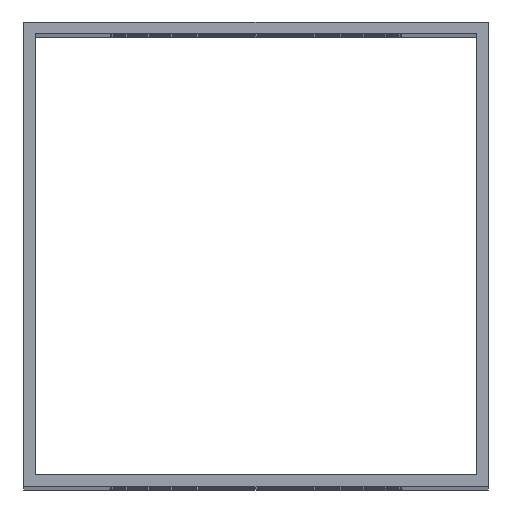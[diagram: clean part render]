
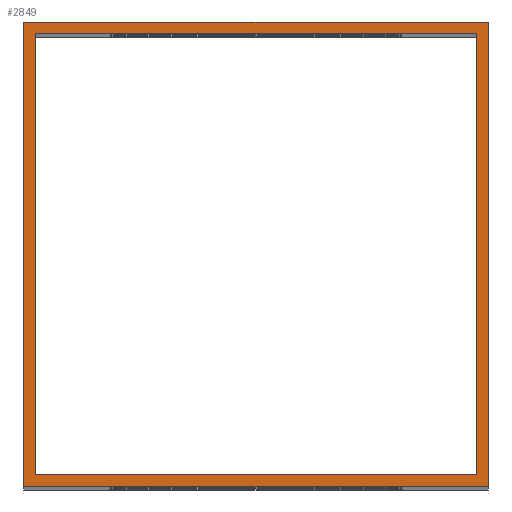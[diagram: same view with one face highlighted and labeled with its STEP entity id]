
A CAD part, top view. The second image highlights one B-rep face of the part: STEP entity #2849.
In plain terms, the highlighted planar face has unit normal (0, 0, 1).
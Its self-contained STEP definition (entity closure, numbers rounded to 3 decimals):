
#55 = ORIENTED_EDGE ( 'NONE', *, *, #2472, .F. ) ;
#117 = LINE ( 'NONE', #2020, #852 ) ;
#172 = VECTOR ( 'NONE', #733, 1000. ) ;
#200 = DIRECTION ( 'NONE',  ( 0., -1., 0. ) ) ;
#223 = LINE ( 'NONE', #2990, #1943 ) ;
#233 = VERTEX_POINT ( 'NONE', #2034 ) ;
#237 = EDGE_CURVE ( 'NONE', #2830, #728, #223, .T. ) ;
#293 = VERTEX_POINT ( 'NONE', #677 ) ;
#344 = DIRECTION ( 'NONE',  ( -1., 0., 0. ) ) ;
#501 = ORIENTED_EDGE ( 'NONE', *, *, #2775, .T. ) ;
#617 = EDGE_CURVE ( 'NONE', #293, #1109, #1147, .T. ) ;
#621 = DIRECTION ( 'NONE',  ( -1., 0., 0. ) ) ;
#673 = CARTESIAN_POINT ( 'NONE',  ( 1., 1., 170. ) ) ;
#677 = CARTESIAN_POINT ( 'NONE',  ( 1., 39., 170. ) ) ;
#682 = EDGE_LOOP ( 'NONE', ( #987, #2261, #2081, #501 ) ) ;
#728 = VERTEX_POINT ( 'NONE', #2794 ) ;
#733 = DIRECTION ( 'NONE',  ( -1., 0., 0. ) ) ;
#753 = CARTESIAN_POINT ( 'NONE',  ( 39., 39., 170. ) ) ;
#771 = CARTESIAN_POINT ( 'NONE',  ( 39., 1., 170. ) ) ;
#808 = LINE ( 'NONE', #1733, #1140 ) ;
#852 = VECTOR ( 'NONE', #863, 1000. ) ;
#863 = DIRECTION ( 'NONE',  ( 1., 0., 0. ) ) ;
#975 = CARTESIAN_POINT ( 'NONE',  ( 40., 0., 170. ) ) ;
#987 = ORIENTED_EDGE ( 'NONE', *, *, #1150, .T. ) ;
#1074 = VECTOR ( 'NONE', #2061, 1000. ) ;
#1087 = VECTOR ( 'NONE', #200, 1000. ) ;
#1099 = ORIENTED_EDGE ( 'NONE', *, *, #2327, .F. ) ;
#1109 = VERTEX_POINT ( 'NONE', #2085 ) ;
#1140 = VECTOR ( 'NONE', #344, 1000. ) ;
#1147 = LINE ( 'NONE', #1390, #1074 ) ;
#1150 = EDGE_CURVE ( 'NONE', #1920, #2423, #2776, .T. ) ;
#1303 = CARTESIAN_POINT ( 'NONE',  ( 0., 0., 170. ) ) ;
#1390 = CARTESIAN_POINT ( 'NONE',  ( 1., 1., 170. ) ) ;
#1431 = VECTOR ( 'NONE', #1462, 1000. ) ;
#1462 = DIRECTION ( 'NONE',  ( 0., 1., 0. ) ) ;
#1488 = CARTESIAN_POINT ( 'NONE',  ( 0., 40., 170. ) ) ;
#1592 = DIRECTION ( 'NONE',  ( 1., 0., 0. ) ) ;
#1689 = LINE ( 'NONE', #2638, #172 ) ;
#1733 = CARTESIAN_POINT ( 'NONE',  ( 1., 39., 170. ) ) ;
#1743 = EDGE_CURVE ( 'NONE', #1109, #233, #2288, .T. ) ;
#1862 = VERTEX_POINT ( 'NONE', #753 ) ;
#1916 = PLANE ( 'NONE',  #2399 ) ;
#1920 = VERTEX_POINT ( 'NONE', #1488 ) ;
#1943 = VECTOR ( 'NONE', #2048, 1000. ) ;
#2020 = CARTESIAN_POINT ( 'NONE',  ( 0., 0., 170. ) ) ;
#2034 = CARTESIAN_POINT ( 'NONE',  ( 39., 1., 170. ) ) ;
#2036 = ORIENTED_EDGE ( 'NONE', *, *, #617, .F. ) ;
#2048 = DIRECTION ( 'NONE',  ( 0., 1., 0. ) ) ;
#2061 = DIRECTION ( 'NONE',  ( 0., -1., 0. ) ) ;
#2081 = ORIENTED_EDGE ( 'NONE', *, *, #237, .T. ) ;
#2085 = CARTESIAN_POINT ( 'NONE',  ( 1., 1., 170. ) ) ;
#2128 = ORIENTED_EDGE ( 'NONE', *, *, #1743, .F. ) ;
#2261 = ORIENTED_EDGE ( 'NONE', *, *, #2883, .T. ) ;
#2276 = CARTESIAN_POINT ( 'NONE',  ( 0., 0., 170. ) ) ;
#2288 = LINE ( 'NONE', #673, #2341 ) ;
#2327 = EDGE_CURVE ( 'NONE', #1862, #293, #808, .T. ) ;
#2341 = VECTOR ( 'NONE', #1592, 1000. ) ;
#2362 = FACE_BOUND ( 'NONE', #2783, .T. ) ;
#2399 = AXIS2_PLACEMENT_3D ( 'NONE', #1303, #2933, #621 ) ;
#2423 = VERTEX_POINT ( 'NONE', #2516 ) ;
#2472 = EDGE_CURVE ( 'NONE', #233, #1862, #2838, .T. ) ;
#2516 = CARTESIAN_POINT ( 'NONE',  ( 0., 0., 170. ) ) ;
#2594 = FACE_OUTER_BOUND ( 'NONE', #682, .T. ) ;
#2638 = CARTESIAN_POINT ( 'NONE',  ( 0., 40., 170. ) ) ;
#2775 = EDGE_CURVE ( 'NONE', #728, #1920, #1689, .T. ) ;
#2776 = LINE ( 'NONE', #2276, #1087 ) ;
#2783 = EDGE_LOOP ( 'NONE', ( #2036, #1099, #55, #2128 ) ) ;
#2794 = CARTESIAN_POINT ( 'NONE',  ( 40., 40., 170. ) ) ;
#2830 = VERTEX_POINT ( 'NONE', #975 ) ;
#2838 = LINE ( 'NONE', #771, #1431 ) ;
#2849 = ADVANCED_FACE ( 'NONE', ( #2594, #2362 ), #1916, .F. ) ;
#2883 = EDGE_CURVE ( 'NONE', #2423, #2830, #117, .T. ) ;
#2933 = DIRECTION ( 'NONE',  ( 0., 0., -1. ) ) ;
#2990 = CARTESIAN_POINT ( 'NONE',  ( 40., 0., 170. ) ) ;
